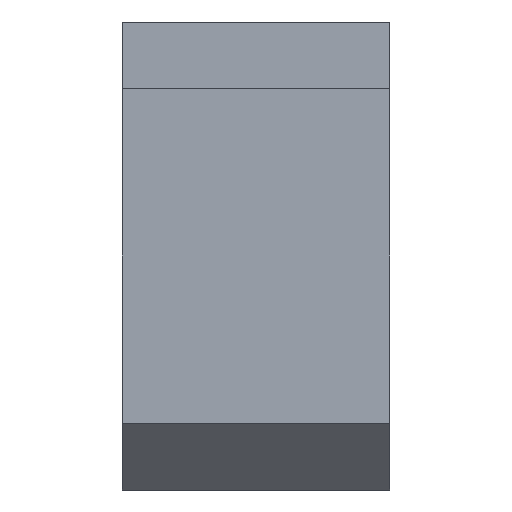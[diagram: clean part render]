
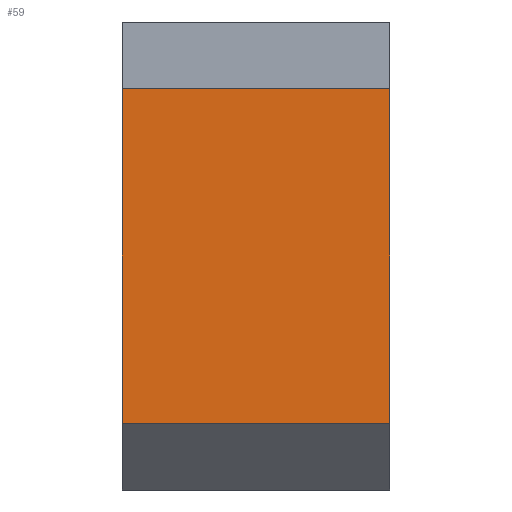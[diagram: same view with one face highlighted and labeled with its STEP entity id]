
A CAD part, front view. The second image highlights one B-rep face of the part: STEP entity #59.
In plain terms, the highlighted planar face has unit normal (0, -1, 0).
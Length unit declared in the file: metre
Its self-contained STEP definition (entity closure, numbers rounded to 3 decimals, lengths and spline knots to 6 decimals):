
#59 = ADVANCED_FACE( '', ( #122 ), #123, .F. );
#122 = FACE_OUTER_BOUND( '', #183, .T. );
#123 = PLANE( '', #184 );
#183 = EDGE_LOOP( '', ( #294, #295, #296, #297 ) );
#184 = AXIS2_PLACEMENT_3D( '', #298, #299, #300 );
#294 = ORIENTED_EDGE( '', *, *, #353, .T. );
#295 = ORIENTED_EDGE( '', *, *, #368, .F. );
#296 = ORIENTED_EDGE( '', *, *, #374, .F. );
#297 = ORIENTED_EDGE( '', *, *, #335, .T. );
#298 = CARTESIAN_POINT( '', ( -0.02, -0.016, -0.012 ) );
#299 = DIRECTION( '', ( 0., 1., 0. ) );
#300 = DIRECTION( '', ( 0., 0., 1. ) );
#335 = EDGE_CURVE( '', #388, #386, #389, .T. );
#353 = EDGE_CURVE( '', #386, #417, #419, .T. );
#368 = EDGE_CURVE( '', #439, #417, #441, .T. );
#374 = EDGE_CURVE( '', #388, #439, #449, .T. );
#386 = VERTEX_POINT( '', #463 );
#388 = VERTEX_POINT( '', #466 );
#389 = LINE( '', #467, #468 );
#417 = VERTEX_POINT( '', #506 );
#419 = LINE( '', #509, #510 );
#439 = VERTEX_POINT( '', #539 );
#441 = LINE( '', #542, #543 );
#449 = LINE( '', #554, #555 );
#463 = CARTESIAN_POINT( '', ( 0., -0.016, -0.012 ) );
#466 = CARTESIAN_POINT( '', ( -0.02, -0.016, -0.012 ) );
#467 = CARTESIAN_POINT( '', ( -0.02, -0.016, -0.012 ) );
#468 = VECTOR( '', #569, 1. );
#506 = CARTESIAN_POINT( '', ( 0., -0.016, 0.013 ) );
#509 = CARTESIAN_POINT( '', ( 0., -0.016, -0.012 ) );
#510 = VECTOR( '', #587, 1. );
#539 = CARTESIAN_POINT( '', ( -0.02, -0.016, 0.013 ) );
#542 = CARTESIAN_POINT( '', ( -0.02, -0.016, 0.013 ) );
#543 = VECTOR( '', #601, 1. );
#554 = CARTESIAN_POINT( '', ( -0.02, -0.016, -0.012 ) );
#555 = VECTOR( '', #608, 1. );
#569 = DIRECTION( '', ( 1., 0., 0. ) );
#587 = DIRECTION( '', ( 0., 0., 1. ) );
#601 = DIRECTION( '', ( 1., 0., 0. ) );
#608 = DIRECTION( '', ( 0., 0., 1. ) );
